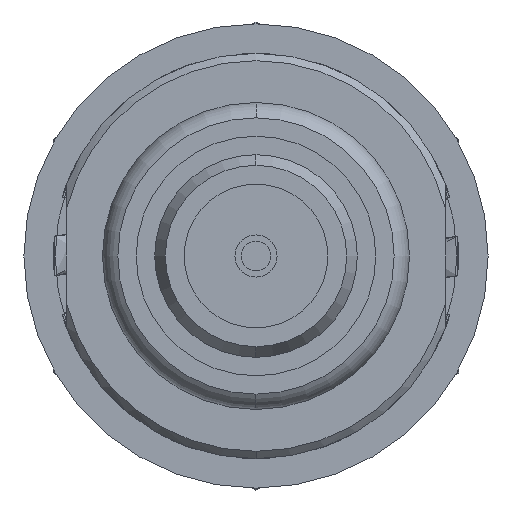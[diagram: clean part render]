
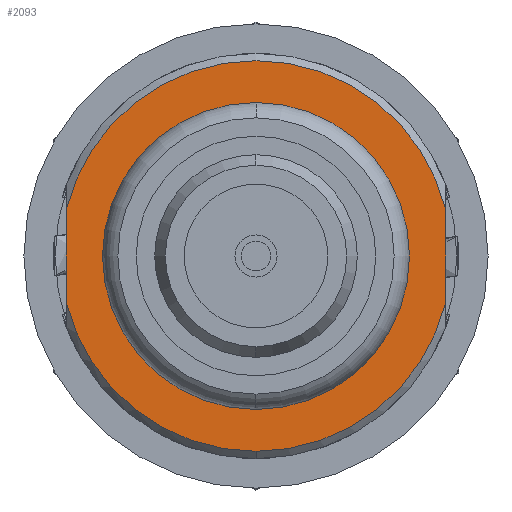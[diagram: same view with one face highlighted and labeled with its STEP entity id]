
A CAD part, left-side view. The second image highlights one B-rep face of the part: STEP entity #2093.
In plain terms, the highlighted planar face has unit normal (-1, 0, 0).
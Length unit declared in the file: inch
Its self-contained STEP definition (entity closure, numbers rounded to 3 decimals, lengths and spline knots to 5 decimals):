
#25 = CARTESIAN_POINT ( 'NONE',  ( 0., 0., -0.164 ) ) ;
#35 = EDGE_CURVE ( 'NONE', #1677, #1797, #843, .T. ) ;
#66 = EDGE_CURVE ( 'NONE', #1686, #1699, #911, .T. ) ;
#69 = EDGE_CURVE ( 'NONE', #1677, #1699, #917, .T. ) ;
#106 = EDGE_CURVE ( 'NONE', #1686, #3954, #982, .T. ) ;
#128 = EDGE_CURVE ( 'NONE', #3905, #3931, #1012, .T. ) ;
#175 = CARTESIAN_POINT ( 'NONE',  ( 0., 0., 0. ) ) ;
#176 = DIRECTION ( 'NONE',  ( -1., 0., 0. ) ) ;
#177 = DIRECTION ( 'NONE',  ( 0., 0., -1. ) ) ;
#178 = CARTESIAN_POINT ( 'NONE',  ( 0., 0.20276, -0.07601 ) ) ;
#189 = DIRECTION ( 'NONE',  ( 0., 0., 1. ) ) ;
#629 = EDGE_LOOP ( 'NONE', ( #3532, #3512 ) ) ;
#649 = EDGE_LOOP ( 'NONE', ( #4902, #4903, #4904, #3448, #3486 ) ) ;
#721 = CARTESIAN_POINT ( 'NONE',  ( 0., 0., 0. ) ) ;
#728 = DIRECTION ( 'NONE',  ( -1., 0., 0. ) ) ;
#732 = DIRECTION ( 'NONE',  ( 0., 0., -1. ) ) ;
#843 = CIRCLE ( 'NONE', #6047, 0.20866 ) ;
#887 = CARTESIAN_POINT ( 'NONE',  ( 0., 0., -0.20866 ) ) ;
#911 = CIRCLE ( 'NONE', #6065, 0.20866 ) ;
#917 = LINE ( 'NONE', #178, #926 ) ;
#926 = VECTOR ( 'NONE', #189, 39.37008 ) ;
#982 = LINE ( 'NONE', #5545, #984 ) ;
#984 = VECTOR ( 'NONE', #5543, 39.37008 ) ;
#1012 = CIRCLE ( 'NONE', #6092, 0.164 ) ;
#1082 = PLANE ( 'NONE',  #6165 ) ;
#1085 = DIRECTION ( 'NONE',  ( 0., 0., -1. ) ) ;
#1101 = CARTESIAN_POINT ( 'NONE',  ( 0., 0., 0. ) ) ;
#1104 = DIRECTION ( 'NONE',  ( 1., 0., 0. ) ) ;
#1677 = VERTEX_POINT ( 'NONE', #5352 ) ;
#1686 = VERTEX_POINT ( 'NONE', #5364 ) ;
#1699 = VERTEX_POINT ( 'NONE', #5377 ) ;
#1797 = VERTEX_POINT ( 'NONE', #887 ) ;
#1827 = EDGE_CURVE ( 'NONE', #3931, #3905, #4350, .T. ) ;
#1858 = EDGE_CURVE ( 'NONE', #1797, #3954, #4389, .T. ) ;
#2093 = ADVANCED_FACE ( 'NONE', ( #4495, #4500 ), #1082, .F. ) ;
#2605 = CARTESIAN_POINT ( 'NONE',  ( 0., 0., 0. ) ) ;
#2606 = DIRECTION ( 'NONE',  ( 0., 0., -1. ) ) ;
#2607 = DIRECTION ( 'NONE',  ( -1., 0., 0. ) ) ;
#3448 = ORIENTED_EDGE ( 'NONE', *, *, #35, .T. ) ;
#3486 = ORIENTED_EDGE ( 'NONE', *, *, #1858, .T. ) ;
#3512 = ORIENTED_EDGE ( 'NONE', *, *, #1827, .F. ) ;
#3532 = ORIENTED_EDGE ( 'NONE', *, *, #128, .F. ) ;
#3905 = VERTEX_POINT ( 'NONE', #25 ) ;
#3931 = VERTEX_POINT ( 'NONE', #4746 ) ;
#3954 = VERTEX_POINT ( 'NONE', #4763 ) ;
#4350 = CIRCLE ( 'NONE', #6112, 0.164 ) ;
#4389 = CIRCLE ( 'NONE', #6129, 0.20866 ) ;
#4495 = FACE_OUTER_BOUND ( 'NONE', #649, .T. ) ;
#4500 = FACE_BOUND ( 'NONE', #629, .T. ) ;
#4601 = DIRECTION ( 'NONE',  ( 0., 0., -1. ) ) ;
#4608 = DIRECTION ( 'NONE',  ( -1., 0., 0. ) ) ;
#4616 = CARTESIAN_POINT ( 'NONE',  ( 0., 0., 0. ) ) ;
#4746 = CARTESIAN_POINT ( 'NONE',  ( 0., 0., 0.164 ) ) ;
#4763 = CARTESIAN_POINT ( 'NONE',  ( 0., -0.20276, -0.04929 ) ) ;
#4902 = ORIENTED_EDGE ( 'NONE', *, *, #106, .F. ) ;
#4903 = ORIENTED_EDGE ( 'NONE', *, *, #66, .T. ) ;
#4904 = ORIENTED_EDGE ( 'NONE', *, *, #69, .F. ) ;
#5352 = CARTESIAN_POINT ( 'NONE',  ( 0., 0.20276, -0.04929 ) ) ;
#5364 = CARTESIAN_POINT ( 'NONE',  ( 0., -0.20276, 0.04929 ) ) ;
#5377 = CARTESIAN_POINT ( 'NONE',  ( 0., 0.20276, 0.04929 ) ) ;
#5483 = DIRECTION ( 'NONE',  ( 0., 0., -1. ) ) ;
#5484 = DIRECTION ( 'NONE',  ( -1., 0., 0. ) ) ;
#5485 = CARTESIAN_POINT ( 'NONE',  ( 0., 0., 0. ) ) ;
#5543 = DIRECTION ( 'NONE',  ( 0., 0., -1. ) ) ;
#5545 = CARTESIAN_POINT ( 'NONE',  ( 0., -0.20276, -0.07601 ) ) ;
#6047 = AXIS2_PLACEMENT_3D ( 'NONE', #2605, #2607, #2606 ) ;
#6065 = AXIS2_PLACEMENT_3D ( 'NONE', #175, #176, #177 ) ;
#6092 = AXIS2_PLACEMENT_3D ( 'NONE', #5485, #5484, #5483 ) ;
#6112 = AXIS2_PLACEMENT_3D ( 'NONE', #721, #728, #732 ) ;
#6129 = AXIS2_PLACEMENT_3D ( 'NONE', #4616, #4608, #4601 ) ;
#6165 = AXIS2_PLACEMENT_3D ( 'NONE', #1101, #1104, #1085 ) ;
